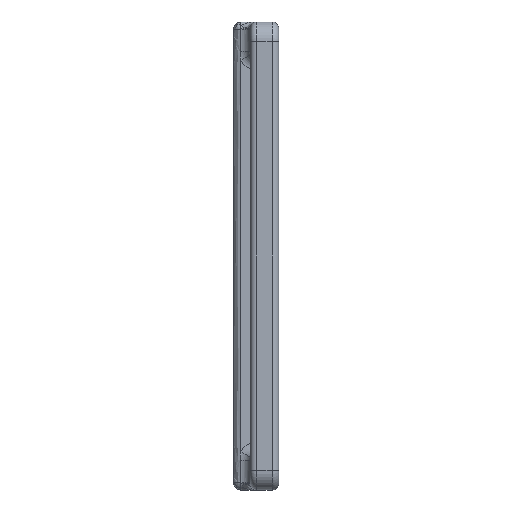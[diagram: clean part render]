
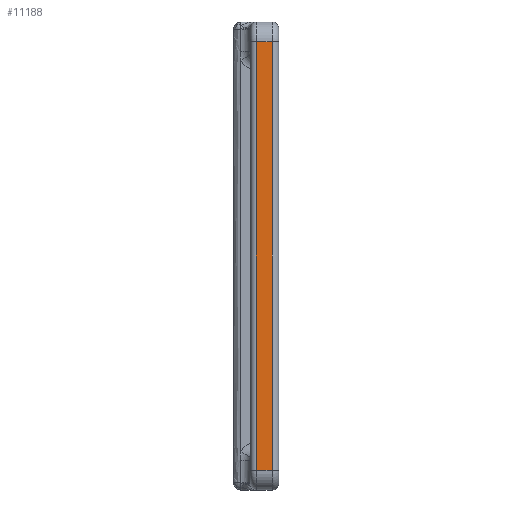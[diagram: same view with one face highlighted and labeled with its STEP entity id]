
A CAD part, left-side view. The second image highlights one B-rep face of the part: STEP entity #11188.
In plain terms, the highlighted planar face has unit normal (-1, 0, 0).
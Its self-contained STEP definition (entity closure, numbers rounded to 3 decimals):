
#276 = AXIS2_PLACEMENT_3D ( 'NONE', #18067, #9406, #24527 ) ;
#790 = CARTESIAN_POINT ( 'NONE',  ( -17.15, 0.8, 41.06 ) ) ;
#1659 = CARTESIAN_POINT ( 'NONE',  ( -17.15, 0.8, 43.56 ) ) ;
#1786 = ORIENTED_EDGE ( 'NONE', *, *, #15152, .T. ) ;
#1854 = CARTESIAN_POINT ( 'NONE',  ( -17.15, 3.6, -12.96 ) ) ;
#1985 = LINE ( 'NONE', #1854, #8294 ) ;
#3633 = EDGE_CURVE ( 'NONE', #17608, #7623, #5326, .T. ) ;
#4773 = ORIENTED_EDGE ( 'NONE', *, *, #21895, .T. ) ;
#5326 = LINE ( 'NONE', #9613, #8685 ) ;
#5527 = FACE_OUTER_BOUND ( 'NONE', #6163, .T. ) ;
#6003 = CARTESIAN_POINT ( 'NONE',  ( -17.15, 2.8, -12.96 ) ) ;
#6163 = EDGE_LOOP ( 'NONE', ( #4773, #1786, #16021, #13403 ) ) ;
#7048 = CARTESIAN_POINT ( 'NONE',  ( -17.15, 2.8, 41.06 ) ) ;
#7343 = PLANE ( 'NONE',  #276 ) ;
#7623 = VERTEX_POINT ( 'NONE', #7048 ) ;
#7805 = DIRECTION ( 'NONE',  ( 0., 1., 0. ) ) ;
#8294 = VECTOR ( 'NONE', #10270, 1000. ) ;
#8685 = VECTOR ( 'NONE', #7805, 1000. ) ;
#9163 = VERTEX_POINT ( 'NONE', #6003 ) ;
#9406 = DIRECTION ( 'NONE',  ( -1., 0., 0. ) ) ;
#9538 = CARTESIAN_POINT ( 'NONE',  ( -17.15, 0.8, -12.96 ) ) ;
#9613 = CARTESIAN_POINT ( 'NONE',  ( -17.15, 2.8, 41.06 ) ) ;
#10270 = DIRECTION ( 'NONE',  ( 0., -1., 0. ) ) ;
#11188 = ADVANCED_FACE ( 'NONE', ( #5527 ), #7343, .T. ) ;
#11903 = LINE ( 'NONE', #24138, #13011 ) ;
#13011 = VECTOR ( 'NONE', #23856, 1000. ) ;
#13403 = ORIENTED_EDGE ( 'NONE', *, *, #3633, .T. ) ;
#15152 = EDGE_CURVE ( 'NONE', #9163, #15680, #1985, .T. ) ;
#15680 = VERTEX_POINT ( 'NONE', #9538 ) ;
#16021 = ORIENTED_EDGE ( 'NONE', *, *, #25258, .T. ) ;
#17608 = VERTEX_POINT ( 'NONE', #790 ) ;
#18053 = DIRECTION ( 'NONE',  ( 0., 0., 1. ) ) ;
#18067 = CARTESIAN_POINT ( 'NONE',  ( -17.15, 3.6, 0. ) ) ;
#20521 = VECTOR ( 'NONE', #18053, 1000. ) ;
#21895 = EDGE_CURVE ( 'NONE', #7623, #9163, #11903, .T. ) ;
#22321 = LINE ( 'NONE', #1659, #20521 ) ;
#23856 = DIRECTION ( 'NONE',  ( 0., 0., -1. ) ) ;
#24138 = CARTESIAN_POINT ( 'NONE',  ( -17.15, 2.8, -15.46 ) ) ;
#24527 = DIRECTION ( 'NONE',  ( 0., 0., 1. ) ) ;
#25258 = EDGE_CURVE ( 'NONE', #15680, #17608, #22321, .T. ) ;
